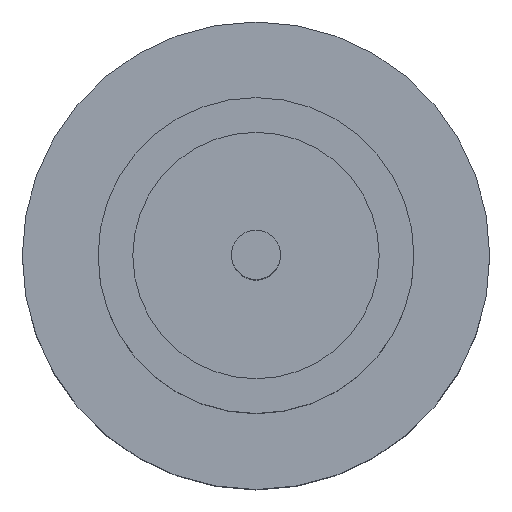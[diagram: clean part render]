
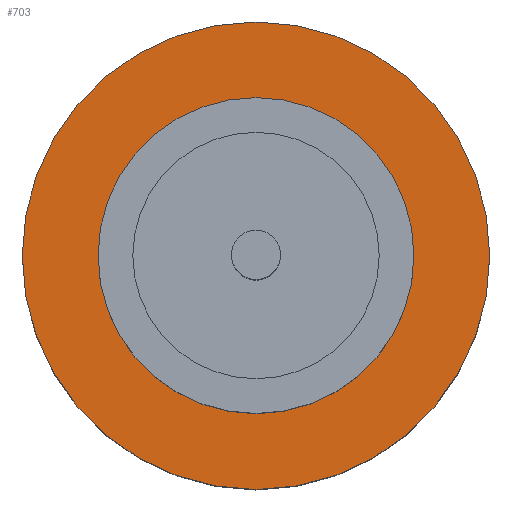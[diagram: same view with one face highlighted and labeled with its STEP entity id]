
A CAD part, top view. The second image highlights one B-rep face of the part: STEP entity #703.
In plain terms, the highlighted planar face has unit normal (0, 0, 1).
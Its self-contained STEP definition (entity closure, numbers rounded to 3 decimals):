
#1 = CARTESIAN_POINT ( 'NONE',  ( 1.85, 0., 1.55 ) ) ;
#28 = CARTESIAN_POINT ( 'NONE',  ( 0., 0., 1.55 ) ) ;
#36 = CARTESIAN_POINT ( 'NONE',  ( 0., 0., 1.55 ) ) ;
#52 = AXIS2_PLACEMENT_3D ( 'NONE', #28, #686, #830 ) ;
#53 = DIRECTION ( 'NONE',  ( 0., 0., 1. ) ) ;
#129 = CIRCLE ( 'NONE', #839, 1.25 ) ;
#181 = ORIENTED_EDGE ( 'NONE', *, *, #799, .F. ) ;
#186 = CARTESIAN_POINT ( 'NONE',  ( 1.25, 0., 1.55 ) ) ;
#193 = DIRECTION ( 'NONE',  ( 0., 0., 1. ) ) ;
#201 = EDGE_LOOP ( 'NONE', ( #368, #181 ) ) ;
#266 = EDGE_CURVE ( 'NONE', #468, #848, #356, .T. ) ;
#267 = DIRECTION ( 'NONE',  ( 1., 0., 0. ) ) ;
#294 = EDGE_CURVE ( 'NONE', #848, #468, #561, .T. ) ;
#319 = DIRECTION ( 'NONE',  ( 0., 0., 1. ) ) ;
#332 = CARTESIAN_POINT ( 'NONE',  ( 0., 0., 1.55 ) ) ;
#337 = VERTEX_POINT ( 'NONE', #186 ) ;
#356 = CIRCLE ( 'NONE', #809, 1.85 ) ;
#361 = PLANE ( 'NONE',  #463 ) ;
#368 = ORIENTED_EDGE ( 'NONE', *, *, #471, .F. ) ;
#379 = FACE_BOUND ( 'NONE', #201, .T. ) ;
#386 = ORIENTED_EDGE ( 'NONE', *, *, #294, .T. ) ;
#429 = CARTESIAN_POINT ( 'NONE',  ( -1.25, 0., 1.55 ) ) ;
#463 = AXIS2_PLACEMENT_3D ( 'NONE', #36, #694, #691 ) ;
#468 = VERTEX_POINT ( 'NONE', #689 ) ;
#469 = VERTEX_POINT ( 'NONE', #429 ) ;
#471 = EDGE_CURVE ( 'NONE', #337, #469, #748, .T. ) ;
#553 = AXIS2_PLACEMENT_3D ( 'NONE', #601, #319, #667 ) ;
#561 = CIRCLE ( 'NONE', #553, 1.85 ) ;
#587 = CARTESIAN_POINT ( 'NONE',  ( 0., 0., 1.55 ) ) ;
#601 = CARTESIAN_POINT ( 'NONE',  ( 0., 0., 1.55 ) ) ;
#665 = EDGE_LOOP ( 'NONE', ( #668, #386 ) ) ;
#667 = DIRECTION ( 'NONE',  ( 1., 0., 0. ) ) ;
#668 = ORIENTED_EDGE ( 'NONE', *, *, #266, .T. ) ;
#686 = DIRECTION ( 'NONE',  ( 0., 0., 1. ) ) ;
#689 = CARTESIAN_POINT ( 'NONE',  ( -1.85, 0., 1.55 ) ) ;
#691 = DIRECTION ( 'NONE',  ( 1., 0., 0. ) ) ;
#694 = DIRECTION ( 'NONE',  ( 0., 0., 1. ) ) ;
#703 = ADVANCED_FACE ( 'NONE', ( #379, #857 ), #361, .T. ) ;
#748 = CIRCLE ( 'NONE', #52, 1.25 ) ;
#799 = EDGE_CURVE ( 'NONE', #469, #337, #129, .T. ) ;
#809 = AXIS2_PLACEMENT_3D ( 'NONE', #332, #193, #267 ) ;
#830 = DIRECTION ( 'NONE',  ( 1., 0., 0. ) ) ;
#839 = AXIS2_PLACEMENT_3D ( 'NONE', #587, #53, #847 ) ;
#847 = DIRECTION ( 'NONE',  ( 1., 0., 0. ) ) ;
#848 = VERTEX_POINT ( 'NONE', #1 ) ;
#857 = FACE_OUTER_BOUND ( 'NONE', #665, .T. ) ;
